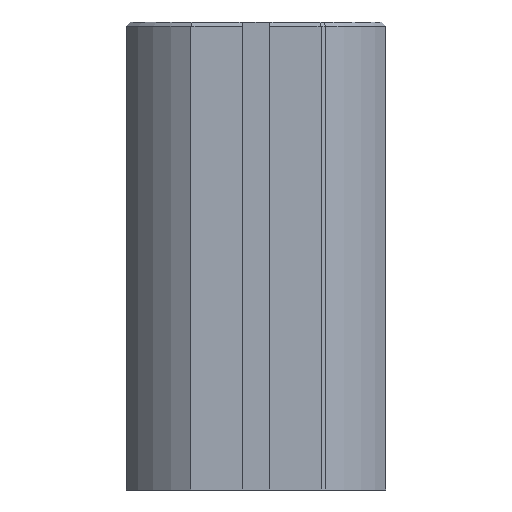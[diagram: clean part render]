
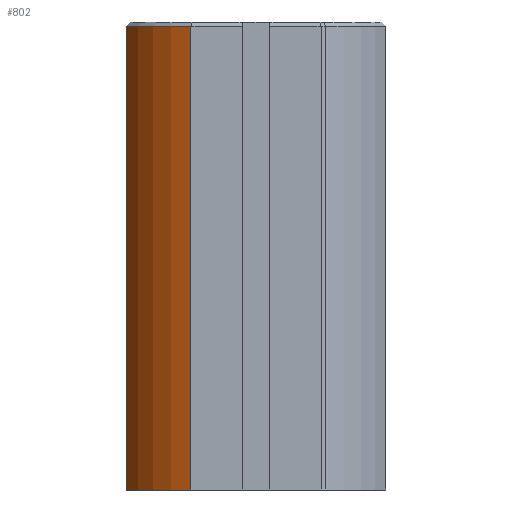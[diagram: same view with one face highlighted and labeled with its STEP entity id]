
A CAD part, front view. The second image highlights one B-rep face of the part: STEP entity #802.
In plain terms, the highlighted cylindrical face has radius 16.771 mm (diameter 33.542 mm), a partial arc.
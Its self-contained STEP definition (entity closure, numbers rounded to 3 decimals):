
#516=CARTESIAN_POINT('Vertex',(-7.501,-15.,-54.)) ;
#519=CARTESIAN_POINT('Axis2P3D Location',(0.,0.,-54.)) ;
#523=CARTESIAN_POINT('Vertex',(-15.,-7.501,-54.)) ;
#757=CARTESIAN_POINT('Vertex',(-15.,-7.501,-0.5)) ;
#767=CARTESIAN_POINT('Line Origine',(-15.,-7.501,-27.25)) ;
#779=CARTESIAN_POINT('Axis2P3D Location',(0.,0.,-27.)) ;
#784=CARTESIAN_POINT('Line Origine',(-7.501,-15.,-27.25)) ;
#788=CARTESIAN_POINT('Vertex',(-7.501,-15.,-0.5)) ;
#791=CARTESIAN_POINT('Axis2P3D Location',(0.,0.,-0.5)) ;
#520=DIRECTION('Axis2P3D Direction',(0.,0.,1.)) ;
#768=DIRECTION('Vector Direction',(0.,0.,-1.)) ;
#780=DIRECTION('Axis2P3D Direction',(0.,0.,1.)) ;
#781=DIRECTION('Axis2P3D XDirection',(0.479,-0.878,0.)) ;
#785=DIRECTION('Vector Direction',(0.,0.,1.)) ;
#792=DIRECTION('Axis2P3D Direction',(0.,0.,1.)) ;
#521=AXIS2_PLACEMENT_3D('Circle Axis2P3D',#519,#520,$) ;
#782=AXIS2_PLACEMENT_3D('Cylinder Axis2P3D',#779,#780,#781) ;
#793=AXIS2_PLACEMENT_3D('Circle Axis2P3D',#791,#792,$) ;
#797=ORIENTED_EDGE('',*,*,#771,.T.) ;
#798=ORIENTED_EDGE('',*,*,#525,.F.) ;
#799=ORIENTED_EDGE('',*,*,#790,.F.) ;
#800=ORIENTED_EDGE('',*,*,#795,.T.) ;
#769=VECTOR('Line Direction',#768,1.) ;
#786=VECTOR('Line Direction',#785,1.) ;
#802=ADVANCED_FACE('Huelle_45_Batterie',(#801),#783,.T.) ;
#522=CIRCLE('generated circle',#521,16.771) ;
#794=CIRCLE('generated circle',#793,16.771) ;
#783=CYLINDRICAL_SURFACE('generated cylinder',#782,16.771) ;
#525=EDGE_CURVE('',#517,#524,#522,.F.) ;
#771=EDGE_CURVE('',#758,#524,#770,.T.) ;
#790=EDGE_CURVE('',#789,#517,#787,.F.) ;
#795=EDGE_CURVE('',#789,#758,#794,.F.) ;
#796=EDGE_LOOP('',(#797,#798,#799,#800)) ;
#801=FACE_OUTER_BOUND('',#796,.T.) ;
#770=LINE('Line',#767,#769) ;
#787=LINE('Line',#784,#786) ;
#517=VERTEX_POINT('',#516) ;
#524=VERTEX_POINT('',#523) ;
#758=VERTEX_POINT('',#757) ;
#789=VERTEX_POINT('',#788) ;
